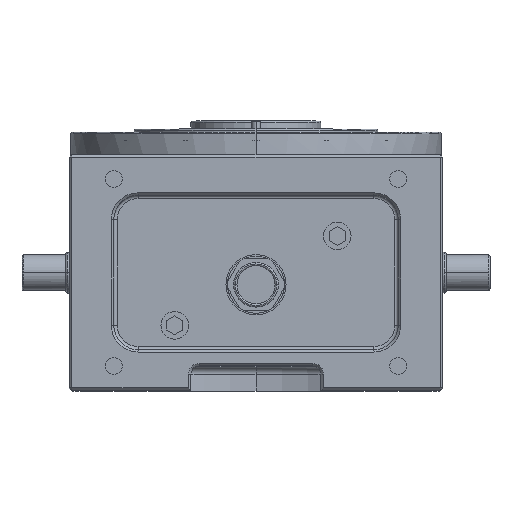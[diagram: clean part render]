
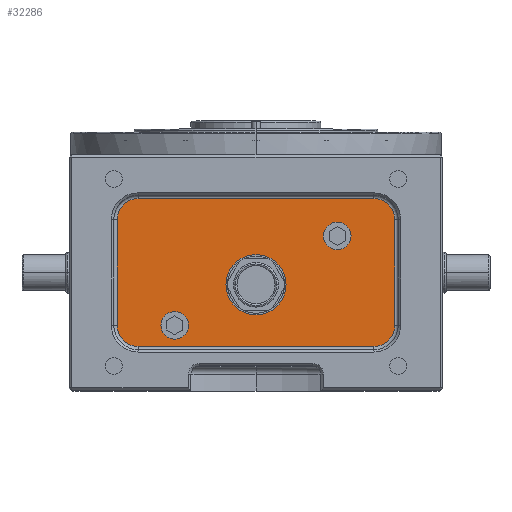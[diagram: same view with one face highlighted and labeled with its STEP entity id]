
A CAD part, top view. The second image highlights one B-rep face of the part: STEP entity #32286.
In plain terms, the highlighted planar face has unit normal (0, 0, 1).
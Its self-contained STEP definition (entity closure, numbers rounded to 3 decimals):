
#30 = PLANE ( 'NONE',  #170 ) ;
#153 = DIRECTION ( 'NONE',  ( 0., 0., -1. ) ) ;
#170 = AXIS2_PLACEMENT_3D ( 'NONE', #14924, #153, #24203 ) ;
#184 = EDGE_CURVE ( 'NONE', #20520, #19160, #24675, .T. ) ;
#355 = ORIENTED_EDGE ( 'NONE', *, *, #14132, .T. ) ;
#544 = CIRCLE ( 'NONE', #26526, 8.5 ) ;
#570 = AXIS2_PLACEMENT_3D ( 'NONE', #18216, #17846, #10325 ) ;
#925 = DIRECTION ( 'NONE',  ( -1., 0., 0. ) ) ;
#1714 = DIRECTION ( 'NONE',  ( 0., -1., 0. ) ) ;
#1960 = EDGE_LOOP ( 'NONE', ( #28168, #36282 ) ) ;
#2593 = CARTESIAN_POINT ( 'NONE',  ( -18.5, -7.5, 155. ) ) ;
#3048 = CARTESIAN_POINT ( 'NONE',  ( -85.5, 32.5, 155. ) ) ;
#3891 = CARTESIAN_POINT ( 'NONE',  ( -72.5, -45.5, 155. ) ) ;
#4154 = EDGE_CURVE ( 'NONE', #4456, #13655, #20743, .T. ) ;
#4350 = DIRECTION ( 'NONE',  ( 0., 0., 1. ) ) ;
#4456 = VERTEX_POINT ( 'NONE', #38708 ) ;
#5143 = CARTESIAN_POINT ( 'NONE',  ( 50., 22.5, 155. ) ) ;
#5283 = LINE ( 'NONE', #21819, #12833 ) ;
#5661 = VERTEX_POINT ( 'NONE', #3048 ) ;
#5829 = EDGE_CURVE ( 'NONE', #17153, #26287, #6989, .T. ) ;
#6189 = EDGE_LOOP ( 'NONE', ( #355, #10165, #26735, #7555, #11066, #12189, #9364, #6248 ) ) ;
#6248 = ORIENTED_EDGE ( 'NONE', *, *, #4154, .T. ) ;
#6477 = VERTEX_POINT ( 'NONE', #19344 ) ;
#6569 = VERTEX_POINT ( 'NONE', #22994 ) ;
#6688 = VERTEX_POINT ( 'NONE', #2593 ) ;
#6726 = LINE ( 'NONE', #9463, #8641 ) ;
#6926 = AXIS2_PLACEMENT_3D ( 'NONE', #7930, #38092, #20043 ) ;
#6989 = CIRCLE ( 'NONE', #27358, 13. ) ;
#7113 = CARTESIAN_POINT ( 'NONE',  ( 72.5, -45.5, 155. ) ) ;
#7520 = FACE_BOUND ( 'NONE', #1960, .T. ) ;
#7555 = ORIENTED_EDGE ( 'NONE', *, *, #184, .T. ) ;
#7930 = CARTESIAN_POINT ( 'NONE',  ( -72.5, -32.5, 155. ) ) ;
#8177 = DIRECTION ( 'NONE',  ( 1., 0., 0. ) ) ;
#8200 = EDGE_LOOP ( 'NONE', ( #14020, #33198 ) ) ;
#8641 = VECTOR ( 'NONE', #15661, 1000. ) ;
#9262 = AXIS2_PLACEMENT_3D ( 'NONE', #10302, #4350, #31271 ) ;
#9364 = ORIENTED_EDGE ( 'NONE', *, *, #21759, .T. ) ;
#9463 = CARTESIAN_POINT ( 'NONE',  ( -72.5, 45.5, 155. ) ) ;
#9876 = EDGE_CURVE ( 'NONE', #19160, #17153, #20825, .T. ) ;
#10016 = CARTESIAN_POINT ( 'NONE',  ( -72.5, 32.5, 155. ) ) ;
#10090 = DIRECTION ( 'NONE',  ( 0., 0., 1. ) ) ;
#10095 = EDGE_CURVE ( 'NONE', #15463, #20701, #10947, .T. ) ;
#10165 = ORIENTED_EDGE ( 'NONE', *, *, #25441, .T. ) ;
#10302 = CARTESIAN_POINT ( 'NONE',  ( -50., -32.5, 155. ) ) ;
#10325 = DIRECTION ( 'NONE',  ( 1., 0., 0. ) ) ;
#10496 = DIRECTION ( 'NONE',  ( 1., 0., 0. ) ) ;
#10620 = CIRCLE ( 'NONE', #570, 18.5 ) ;
#10683 = DIRECTION ( 'NONE',  ( 0., 0., 1. ) ) ;
#10830 = FACE_OUTER_BOUND ( 'NONE', #6189, .T. ) ;
#10947 = CIRCLE ( 'NONE', #15968, 8.5 ) ;
#11066 = ORIENTED_EDGE ( 'NONE', *, *, #9876, .T. ) ;
#12189 = ORIENTED_EDGE ( 'NONE', *, *, #5829, .T. ) ;
#12805 = CARTESIAN_POINT ( 'NONE',  ( 85.5, 32.5, 155. ) ) ;
#12833 = VECTOR ( 'NONE', #1714, 1000. ) ;
#13269 = DIRECTION ( 'NONE',  ( 0., 0., 1. ) ) ;
#13655 = VERTEX_POINT ( 'NONE', #27494 ) ;
#13995 = DIRECTION ( 'NONE',  ( -1., 0., 0. ) ) ;
#14020 = ORIENTED_EDGE ( 'NONE', *, *, #10095, .F. ) ;
#14132 = EDGE_CURVE ( 'NONE', #13655, #6569, #6726, .T. ) ;
#14924 = CARTESIAN_POINT ( 'NONE',  ( -72.5, -32.5, 155. ) ) ;
#15463 = VERTEX_POINT ( 'NONE', #20775 ) ;
#15579 = CARTESIAN_POINT ( 'NONE',  ( 72.5, -32.5, 155. ) ) ;
#15661 = DIRECTION ( 'NONE',  ( -1., 0., 0. ) ) ;
#15968 = AXIS2_PLACEMENT_3D ( 'NONE', #5143, #20545, #8177 ) ;
#16014 = VERTEX_POINT ( 'NONE', #26874 ) ;
#16185 = CARTESIAN_POINT ( 'NONE',  ( 41.5, 22.5, 155. ) ) ;
#16487 = CARTESIAN_POINT ( 'NONE',  ( 72.5, 32.5, 155. ) ) ;
#16914 = ORIENTED_EDGE ( 'NONE', *, *, #27964, .F. ) ;
#17018 = DIRECTION ( 'NONE',  ( 0., 0., 1. ) ) ;
#17153 = VERTEX_POINT ( 'NONE', #38034 ) ;
#17653 = CARTESIAN_POINT ( 'NONE',  ( -85.5, -32.5, 155. ) ) ;
#17824 = CIRCLE ( 'NONE', #9262, 8.5 ) ;
#17846 = DIRECTION ( 'NONE',  ( 0., 0., 1. ) ) ;
#17985 = VECTOR ( 'NONE', #34399, 1000. ) ;
#18216 = CARTESIAN_POINT ( 'NONE',  ( 0., -7.5, 155. ) ) ;
#18476 = AXIS2_PLACEMENT_3D ( 'NONE', #10016, #19496, #925 ) ;
#18722 = DIRECTION ( 'NONE',  ( 0., 1., 0. ) ) ;
#19006 = ORIENTED_EDGE ( 'NONE', *, *, #27227, .F. ) ;
#19160 = VERTEX_POINT ( 'NONE', #3891 ) ;
#19344 = CARTESIAN_POINT ( 'NONE',  ( -41.5, -32.5, 155. ) ) ;
#19496 = DIRECTION ( 'NONE',  ( 0., 0., 1. ) ) ;
#19600 = LINE ( 'NONE', #12805, #27527 ) ;
#20043 = DIRECTION ( 'NONE',  ( -1., 0., 0. ) ) ;
#20272 = EDGE_CURVE ( 'NONE', #6477, #30276, #17824, .T. ) ;
#20520 = VERTEX_POINT ( 'NONE', #17653 ) ;
#20545 = DIRECTION ( 'NONE',  ( 0., 0., 1. ) ) ;
#20701 = VERTEX_POINT ( 'NONE', #16185 ) ;
#20743 = CIRCLE ( 'NONE', #37881, 13. ) ;
#20775 = CARTESIAN_POINT ( 'NONE',  ( 58.5, 22.5, 155. ) ) ;
#20825 = LINE ( 'NONE', #7113, #17985 ) ;
#21587 = DIRECTION ( 'NONE',  ( -1., 0., 0. ) ) ;
#21642 = DIRECTION ( 'NONE',  ( 1., 0., 0. ) ) ;
#21759 = EDGE_CURVE ( 'NONE', #26287, #4456, #19600, .T. ) ;
#21819 = CARTESIAN_POINT ( 'NONE',  ( -85.5, -32.5, 155. ) ) ;
#22340 = CARTESIAN_POINT ( 'NONE',  ( -58.5, -32.5, 155. ) ) ;
#22928 = EDGE_LOOP ( 'NONE', ( #19006, #16914 ) ) ;
#22994 = CARTESIAN_POINT ( 'NONE',  ( -72.5, 45.5, 155. ) ) ;
#23151 = CARTESIAN_POINT ( 'NONE',  ( 0., -7.5, 155. ) ) ;
#24203 = DIRECTION ( 'NONE',  ( 0., -1., 0. ) ) ;
#24675 = CIRCLE ( 'NONE', #6926, 13. ) ;
#24784 = CARTESIAN_POINT ( 'NONE',  ( 50., 22.5, 155. ) ) ;
#24979 = EDGE_CURVE ( 'NONE', #20701, #15463, #544, .T. ) ;
#25203 = AXIS2_PLACEMENT_3D ( 'NONE', #23151, #17018, #32171 ) ;
#25441 = EDGE_CURVE ( 'NONE', #6569, #5661, #27759, .T. ) ;
#25595 = CARTESIAN_POINT ( 'NONE',  ( -50., -32.5, 155. ) ) ;
#26287 = VERTEX_POINT ( 'NONE', #32894 ) ;
#26526 = AXIS2_PLACEMENT_3D ( 'NONE', #24784, #10090, #21642 ) ;
#26735 = ORIENTED_EDGE ( 'NONE', *, *, #34528, .T. ) ;
#26874 = CARTESIAN_POINT ( 'NONE',  ( 18.5, -7.5, 155. ) ) ;
#27227 = EDGE_CURVE ( 'NONE', #16014, #6688, #31807, .T. ) ;
#27358 = AXIS2_PLACEMENT_3D ( 'NONE', #15579, #30744, #21587 ) ;
#27494 = CARTESIAN_POINT ( 'NONE',  ( 72.5, 45.5, 155. ) ) ;
#27527 = VECTOR ( 'NONE', #18722, 1000. ) ;
#27759 = CIRCLE ( 'NONE', #18476, 13. ) ;
#27964 = EDGE_CURVE ( 'NONE', #6688, #16014, #10620, .T. ) ;
#28168 = ORIENTED_EDGE ( 'NONE', *, *, #20272, .F. ) ;
#30276 = VERTEX_POINT ( 'NONE', #22340 ) ;
#30408 = CIRCLE ( 'NONE', #37838, 8.5 ) ;
#30744 = DIRECTION ( 'NONE',  ( 0., 0., 1. ) ) ;
#31271 = DIRECTION ( 'NONE',  ( 1., 0., 0. ) ) ;
#31807 = CIRCLE ( 'NONE', #25203, 18.5 ) ;
#32171 = DIRECTION ( 'NONE',  ( 1., 0., 0. ) ) ;
#32286 = ADVANCED_FACE ( 'NONE', ( #10830, #37562, #7520, #38505 ), #30, .F. ) ;
#32894 = CARTESIAN_POINT ( 'NONE',  ( 85.5, -32.5, 155. ) ) ;
#33198 = ORIENTED_EDGE ( 'NONE', *, *, #24979, .F. ) ;
#34399 = DIRECTION ( 'NONE',  ( 1., 0., 0. ) ) ;
#34528 = EDGE_CURVE ( 'NONE', #5661, #20520, #5283, .T. ) ;
#36282 = ORIENTED_EDGE ( 'NONE', *, *, #38266, .F. ) ;
#37562 = FACE_BOUND ( 'NONE', #22928, .T. ) ;
#37838 = AXIS2_PLACEMENT_3D ( 'NONE', #25595, #13269, #10496 ) ;
#37881 = AXIS2_PLACEMENT_3D ( 'NONE', #16487, #10683, #13995 ) ;
#38034 = CARTESIAN_POINT ( 'NONE',  ( 72.5, -45.5, 155. ) ) ;
#38092 = DIRECTION ( 'NONE',  ( 0., 0., 1. ) ) ;
#38266 = EDGE_CURVE ( 'NONE', #30276, #6477, #30408, .T. ) ;
#38505 = FACE_BOUND ( 'NONE', #8200, .T. ) ;
#38708 = CARTESIAN_POINT ( 'NONE',  ( 85.5, 32.5, 155. ) ) ;
